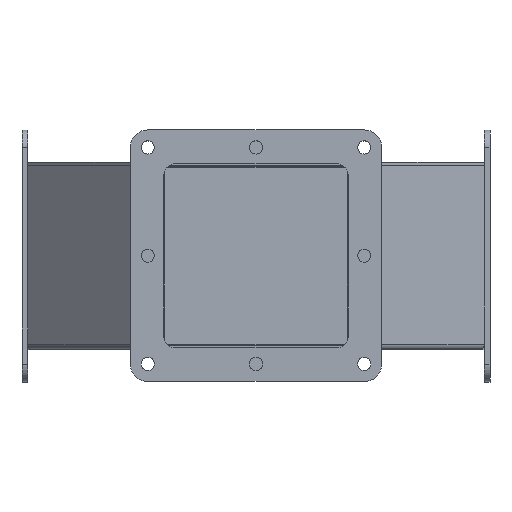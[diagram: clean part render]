
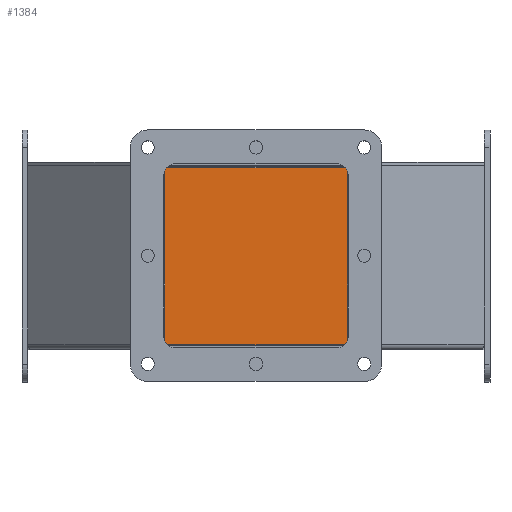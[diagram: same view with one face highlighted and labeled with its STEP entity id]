
A CAD part, top view. The second image highlights one B-rep face of the part: STEP entity #1384.
In plain terms, the highlighted planar face has unit normal (0, 0, 1).
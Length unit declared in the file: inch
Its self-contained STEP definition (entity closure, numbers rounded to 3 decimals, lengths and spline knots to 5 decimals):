
#77 = EDGE_CURVE ( 'NONE', #1874, #2750, #1058, .T. ) ;
#201 = DIRECTION ( 'NONE',  ( 0., 0., -1. ) ) ;
#312 = ORIENTED_EDGE ( 'NONE', *, *, #77, .F. ) ;
#605 = EDGE_CURVE ( 'NONE', #2133, #2264, #4684, .T. ) ;
#723 = DIRECTION ( 'NONE',  ( -1., 0., 0. ) ) ;
#788 = CARTESIAN_POINT ( 'NONE',  ( -4.875, 2., 0.072 ) ) ;
#806 = EDGE_CURVE ( 'NONE', #2133, #2750, #3267, .T. ) ;
#1058 = LINE ( 'NONE', #3882, #1855 ) ;
#1116 = DIRECTION ( 'NONE',  ( 0., 1., 0. ) ) ;
#1170 = ORIENTED_EDGE ( 'NONE', *, *, #605, .F. ) ;
#1269 = DIRECTION ( 'NONE',  ( 0., 1., 0. ) ) ;
#1384 = ADVANCED_FACE ( 'NONE', ( #1696 ), #4161, .F. ) ;
#1696 = FACE_OUTER_BOUND ( 'NONE', #4467, .T. ) ;
#1855 = VECTOR ( 'NONE', #3567, 39.37008 ) ;
#1874 = VERTEX_POINT ( 'NONE', #3215 ) ;
#1944 = VECTOR ( 'NONE', #3239, 39.37008 ) ;
#2038 = EDGE_CURVE ( 'NONE', #2264, #1874, #4417, .T. ) ;
#2133 = VERTEX_POINT ( 'NONE', #2380 ) ;
#2198 = CARTESIAN_POINT ( 'NONE',  ( -4.875, -1.892, 0.072 ) ) ;
#2205 = AXIS2_PLACEMENT_3D ( 'NONE', #3133, #201, #1269 ) ;
#2218 = ORIENTED_EDGE ( 'NONE', *, *, #806, .T. ) ;
#2264 = VERTEX_POINT ( 'NONE', #2752 ) ;
#2380 = CARTESIAN_POINT ( 'NONE',  ( 4.875, -1.892, 0.072 ) ) ;
#2750 = VERTEX_POINT ( 'NONE', #3595 ) ;
#2752 = CARTESIAN_POINT ( 'NONE',  ( -4.875, -1.892, 0.072 ) ) ;
#3133 = CARTESIAN_POINT ( 'NONE',  ( -4.875, -2., 0.072 ) ) ;
#3215 = CARTESIAN_POINT ( 'NONE',  ( -4.875, 1.892, 0.072 ) ) ;
#3239 = DIRECTION ( 'NONE',  ( 0., 1., 0. ) ) ;
#3267 = LINE ( 'NONE', #3909, #1944 ) ;
#3562 = VECTOR ( 'NONE', #1116, 39.37008 ) ;
#3567 = DIRECTION ( 'NONE',  ( 1., 0., 0. ) ) ;
#3595 = CARTESIAN_POINT ( 'NONE',  ( 4.875, 1.892, 0.072 ) ) ;
#3749 = VECTOR ( 'NONE', #723, 39.37008 ) ;
#3882 = CARTESIAN_POINT ( 'NONE',  ( -4.875, 1.892, 0.072 ) ) ;
#3909 = CARTESIAN_POINT ( 'NONE',  ( 4.875, -2., 0.072 ) ) ;
#4161 = PLANE ( 'NONE',  #2205 ) ;
#4417 = LINE ( 'NONE', #788, #3562 ) ;
#4467 = EDGE_LOOP ( 'NONE', ( #312, #4578, #1170, #2218 ) ) ;
#4578 = ORIENTED_EDGE ( 'NONE', *, *, #2038, .F. ) ;
#4684 = LINE ( 'NONE', #2198, #3749 ) ;
